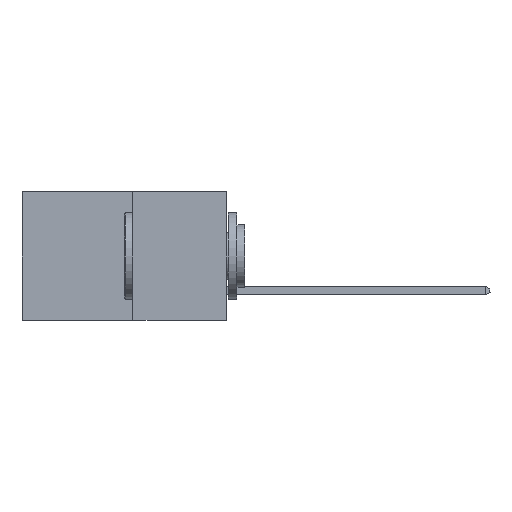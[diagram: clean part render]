
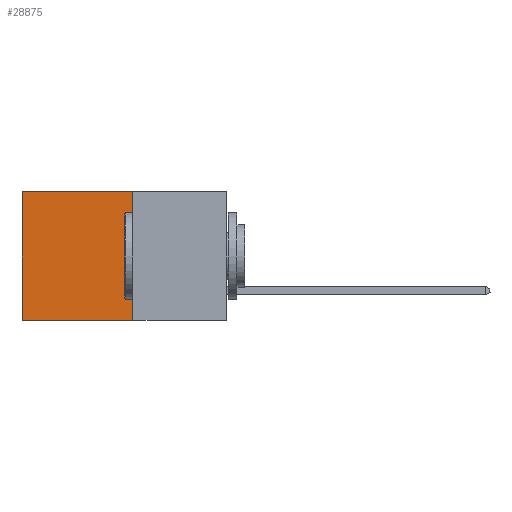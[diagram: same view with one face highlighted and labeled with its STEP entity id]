
A CAD part, left-side view. The second image highlights one B-rep face of the part: STEP entity #28875.
In plain terms, the highlighted planar face has unit normal (-1, 0, 0).
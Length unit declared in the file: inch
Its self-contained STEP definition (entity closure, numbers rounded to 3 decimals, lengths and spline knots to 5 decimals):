
#2141 = DIRECTION ( 'NONE',  ( 1., 0., 0. ) ) ;
#2371 = LINE ( 'NONE', #28956, #15048 ) ;
#4689 = ORIENTED_EDGE ( 'NONE', *, *, #24238, .T. ) ;
#5092 = EDGE_CURVE ( 'NONE', #24056, #24233, #2371, .T. ) ;
#7540 = ORIENTED_EDGE ( 'NONE', *, *, #14211, .F. ) ;
#8644 = LINE ( 'NONE', #25978, #8969 ) ;
#8965 = CARTESIAN_POINT ( 'NONE',  ( 0.277, 0.27, -0.37 ) ) ;
#8969 = VECTOR ( 'NONE', #28275, 39.37008 ) ;
#10825 = VERTEX_POINT ( 'NONE', #21490 ) ;
#12762 = VECTOR ( 'NONE', #29489, 39.37008 ) ;
#14211 = EDGE_CURVE ( 'NONE', #24233, #10825, #8644, .T. ) ;
#15048 = VECTOR ( 'NONE', #27196, 39.37008 ) ;
#16116 = FACE_OUTER_BOUND ( 'NONE', #26084, .T. ) ;
#16439 = PLANE ( 'NONE',  #19770 ) ;
#16700 = ORIENTED_EDGE ( 'NONE', *, *, #5092, .F. ) ;
#17044 = VECTOR ( 'NONE', #18600, 39.37008 ) ;
#17941 = CARTESIAN_POINT ( 'NONE',  ( 0.277, 0.59, -0.37 ) ) ;
#18522 = LINE ( 'NONE', #27854, #17044 ) ;
#18600 = DIRECTION ( 'NONE',  ( 0., 1., 0. ) ) ;
#18819 = DIRECTION ( 'NONE',  ( 0., 0., -1. ) ) ;
#19117 = LINE ( 'NONE', #17941, #12762 ) ;
#19770 = AXIS2_PLACEMENT_3D ( 'NONE', #22995, #2141, #18819 ) ;
#20273 = CARTESIAN_POINT ( 'NONE',  ( 0.277, 0.27, 0. ) ) ;
#20318 = EDGE_CURVE ( 'NONE', #20729, #10825, #19117, .T. ) ;
#20729 = VERTEX_POINT ( 'NONE', #28674 ) ;
#21247 = ORIENTED_EDGE ( 'NONE', *, *, #20318, .T. ) ;
#21490 = CARTESIAN_POINT ( 'NONE',  ( 0.277, 0.59, -0.37 ) ) ;
#22995 = CARTESIAN_POINT ( 'NONE',  ( 0.277, 0.27, -0.37 ) ) ;
#24056 = VERTEX_POINT ( 'NONE', #20273 ) ;
#24233 = VERTEX_POINT ( 'NONE', #8965 ) ;
#24238 = EDGE_CURVE ( 'NONE', #24056, #20729, #18522, .T. ) ;
#25978 = CARTESIAN_POINT ( 'NONE',  ( 0.277, 0.27, -0.37 ) ) ;
#26084 = EDGE_LOOP ( 'NONE', ( #21247, #7540, #16700, #4689 ) ) ;
#27196 = DIRECTION ( 'NONE',  ( 0., 0., -1. ) ) ;
#27854 = CARTESIAN_POINT ( 'NONE',  ( 0.277, 0.27, 0. ) ) ;
#28275 = DIRECTION ( 'NONE',  ( 0., 1., 0. ) ) ;
#28674 = CARTESIAN_POINT ( 'NONE',  ( 0.277, 0.59, 0. ) ) ;
#28875 = ADVANCED_FACE ( 'NONE', ( #16116 ), #16439, .F. ) ;
#28956 = CARTESIAN_POINT ( 'NONE',  ( 0.277, 0.27, -0.37 ) ) ;
#29489 = DIRECTION ( 'NONE',  ( 0., 0., -1. ) ) ;
